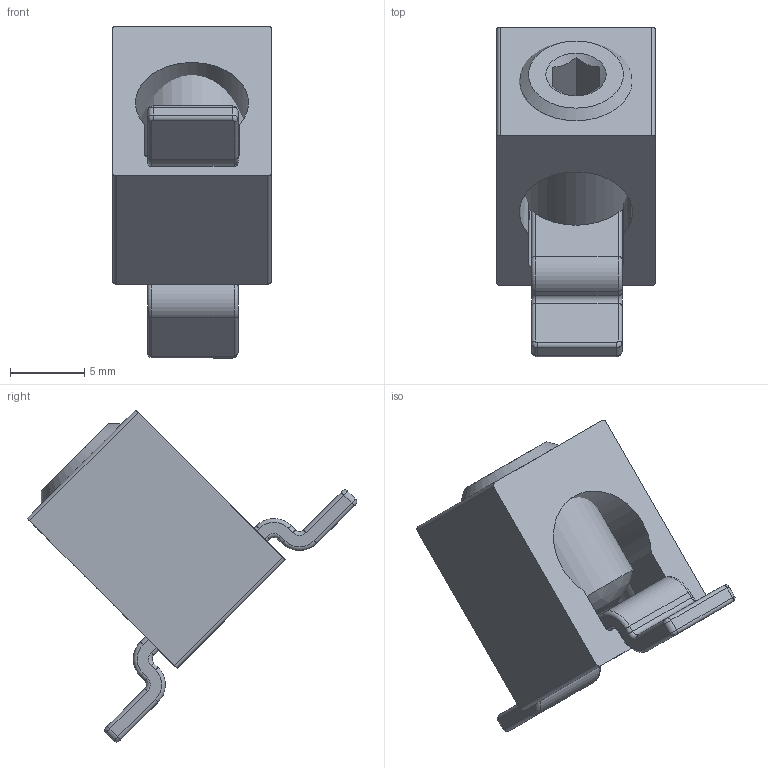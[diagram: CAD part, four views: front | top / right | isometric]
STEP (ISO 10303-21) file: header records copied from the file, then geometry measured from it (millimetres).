
FILE_DESCRIPTION(/* description */ (''),/* implementation_level */ '2;1');
FILE_NAME(/* name */ 'B2A9-PCB-SMT-HEX.stp',/* time_stamp */ '2017-11-15T10:44:34-05:00',/* author */ ('tsmith'),/* organization */ (''),/* preprocessor_version */ 'ST-DEVELOPER v16.5',/* originating_system */ 'Autodesk Inventor 2017',/* authorisation */ '');
FILE_SCHEMA (('AUTOMOTIVE_DESIGN { 1 0 10303 214 3 1 1 }'));
Length unit declared in the file: inch
Products named in the file (4): B2A9-PCB-SMT-HEX; B2A; 13627; 14257-SMT
Assembly tree (3 placements, depth 2):
  B2A9-PCB-SMT-HEX
    B2A
    13627
    14257-SMT
Bounding box: 10.69 x 22.2 x 22.36 mm (x, y, z)
Volume: 1538.1 mm3; surface area: 1800.4 mm2
Topology: 3 solids, 3 shells, 112 faces, 266 edges, 161 vertices
Faces by surface type: cylinder 47, plane 34, torus 16, bspline 9, cone 6
Full cylindrical faces by diameter (mm): 6.782 x1, 7.925 x1
Entity records: 3433 total; most frequent: CARTESIAN_POINT 738, DIRECTION 584, ORIENTED_EDGE 516, EDGE_CURVE 258, AXIS2_PLACEMENT_3D 232, VERTEX_POINT 159, EDGE_LOOP 123, CIRCLE 122
